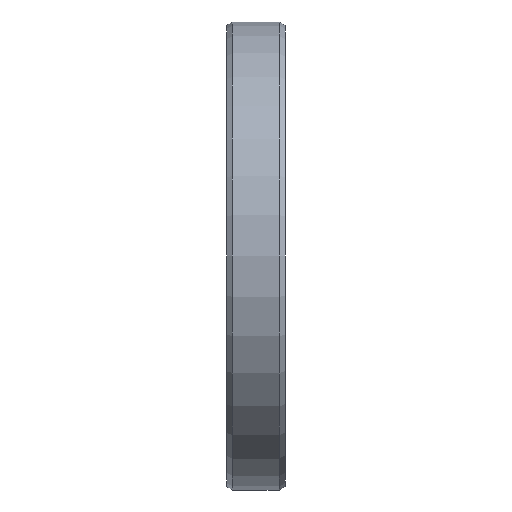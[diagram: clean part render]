
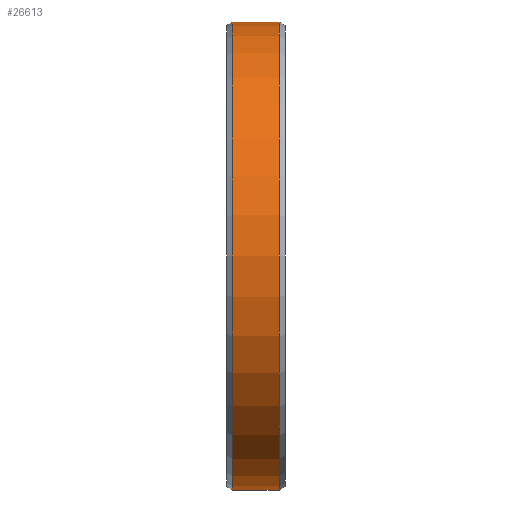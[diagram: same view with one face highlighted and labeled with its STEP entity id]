
A CAD part, left-side view. The second image highlights one B-rep face of the part: STEP entity #26613.
In plain terms, the highlighted cylindrical face has radius 40 mm (diameter 80 mm), a partial arc.
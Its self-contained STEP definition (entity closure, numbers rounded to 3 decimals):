
#25923=DIRECTION('',(0.,1.,0.));
#25924=VECTOR('',#25923,8.);
#25925=CARTESIAN_POINT('',(0.,-4.,-40.));
#25926=LINE('',#25925,#25924);
#25930=DIRECTION('',(0.,1.,0.));
#25931=VECTOR('',#25930,8.);
#25932=CARTESIAN_POINT('',(0.,-4.,40.));
#25933=LINE('',#25932,#25931);
#25937=CARTESIAN_POINT('',(0.,-4.,0.));
#25938=DIRECTION('',(0.,1.,0.));
#25939=DIRECTION('',(0.,0.,-1.));
#25940=AXIS2_PLACEMENT_3D('',#25937,#25938,#25939);
#25975=CARTESIAN_POINT('',(0.,4.,0.));
#25976=DIRECTION('',(0.,1.,0.));
#25977=DIRECTION('',(0.,0.,-1.));
#25978=AXIS2_PLACEMENT_3D('',#25975,#25976,#25977);
#26008=CARTESIAN_POINT('',(0.,-4.,-40.));
#26010=VERTEX_POINT('',#26008);
#26011=CARTESIAN_POINT('',(0.,4.,-40.));
#26012=VERTEX_POINT('',#26011);
#26040=CARTESIAN_POINT('',(0.,-4.,40.));
#26042=VERTEX_POINT('',#26040);
#26043=CARTESIAN_POINT('',(0.,4.,40.));
#26044=VERTEX_POINT('',#26043);
#26599=CARTESIAN_POINT('',(0.,41.885,0.));
#26600=DIRECTION('',(0.,-1.,0.));
#26601=DIRECTION('',(0.,0.,1.));
#26602=AXIS2_PLACEMENT_3D('',#26599,#26600,#26601);
#26603=CYLINDRICAL_SURFACE('',#26602,40.);
#26605=ORIENTED_EDGE('',*,*,#26604,.T.);
#26607=ORIENTED_EDGE('',*,*,#26606,.T.);
#26609=ORIENTED_EDGE('',*,*,#26608,.F.);
#26610=ORIENTED_EDGE('',*,*,#26585,.F.);
#26611=EDGE_LOOP('',(#26605,#26607,#26609,#26610));
#26612=FACE_OUTER_BOUND('',#26611,.F.);
#25941=CIRCLE('',#25940,40.);
#25979=CIRCLE('',#25978,40.);
#26585=EDGE_CURVE('',#26010,#26042,#25941,.T.);
#26604=EDGE_CURVE('',#26010,#26012,#25926,.T.);
#26606=EDGE_CURVE('',#26012,#26044,#25979,.T.);
#26608=EDGE_CURVE('',#26042,#26044,#25933,.T.);
#26613=ADVANCED_FACE('',(#26612),#26603,.T.);
